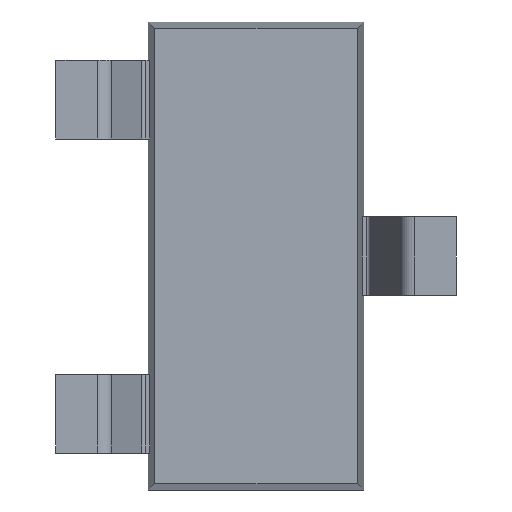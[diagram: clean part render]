
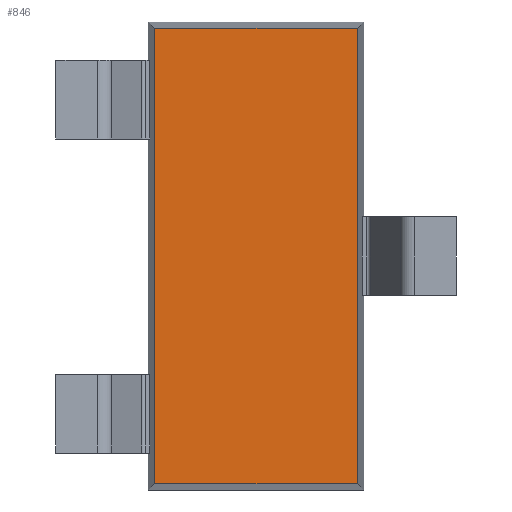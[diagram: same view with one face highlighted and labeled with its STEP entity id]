
A CAD part, front view. The second image highlights one B-rep face of the part: STEP entity #846.
In plain terms, the highlighted face is planar.
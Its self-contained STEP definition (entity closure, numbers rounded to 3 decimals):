
#30 = LINE ( 'NONE', #1322, #1146 ) ;
#53 = VECTOR ( 'NONE', #164, 1000. ) ;
#63 = DIRECTION ( 'NONE',  ( 0., 1., 0. ) ) ;
#99 = ORIENTED_EDGE ( 'NONE', *, *, #571, .T. ) ;
#164 = DIRECTION ( 'NONE',  ( 1., 0., 0. ) ) ;
#201 = AXIS2_PLACEMENT_3D ( 'NONE', #298, #798, #1528 ) ;
#213 = LINE ( 'NONE', #1544, #1305 ) ;
#281 = LINE ( 'NONE', #1058, #828 ) ;
#289 = EDGE_CURVE ( 'NONE', #704, #682, #281, .T. ) ;
#298 = CARTESIAN_POINT ( 'NONE',  ( 1.52, 0.7, 0. ) ) ;
#452 = ORIENTED_EDGE ( 'NONE', *, *, #1134, .T. ) ;
#513 = CARTESIAN_POINT ( 'NONE',  ( 2.998, 0.042, 0. ) ) ;
#522 = DIRECTION ( 'NONE',  ( 0., -1., 0. ) ) ;
#557 = CARTESIAN_POINT ( 'NONE',  ( 0.042, 1.358, 0. ) ) ;
#571 = EDGE_CURVE ( 'NONE', #1217, #704, #631, .T. ) ;
#631 = LINE ( 'NONE', #1524, #53 ) ;
#671 = EDGE_CURVE ( 'NONE', #682, #1170, #30, .T. ) ;
#682 = VERTEX_POINT ( 'NONE', #513 ) ;
#683 = PLANE ( 'NONE',  #201 ) ;
#704 = VERTEX_POINT ( 'NONE', #1080 ) ;
#785 = CARTESIAN_POINT ( 'NONE',  ( 0.042, 0.042, 0. ) ) ;
#798 = DIRECTION ( 'NONE',  ( 0., 0., -1. ) ) ;
#828 = VECTOR ( 'NONE', #522, 1000. ) ;
#846 = ADVANCED_FACE ( 'NONE', ( #1414 ), #683, .T. ) ;
#913 = DIRECTION ( 'NONE',  ( -1., 0., 0. ) ) ;
#1020 = ORIENTED_EDGE ( 'NONE', *, *, #289, .T. ) ;
#1058 = CARTESIAN_POINT ( 'NONE',  ( 2.998, 0.7, 0. ) ) ;
#1080 = CARTESIAN_POINT ( 'NONE',  ( 2.998, 1.358, 0. ) ) ;
#1134 = EDGE_CURVE ( 'NONE', #1170, #1217, #213, .T. ) ;
#1146 = VECTOR ( 'NONE', #913, 1000. ) ;
#1170 = VERTEX_POINT ( 'NONE', #785 ) ;
#1217 = VERTEX_POINT ( 'NONE', #557 ) ;
#1225 = EDGE_LOOP ( 'NONE', ( #99, #1020, #1559, #452 ) ) ;
#1305 = VECTOR ( 'NONE', #63, 1000. ) ;
#1322 = CARTESIAN_POINT ( 'NONE',  ( 1.52, 0.042, 0. ) ) ;
#1414 = FACE_OUTER_BOUND ( 'NONE', #1225, .T. ) ;
#1524 = CARTESIAN_POINT ( 'NONE',  ( 1.52, 1.358, 0. ) ) ;
#1528 = DIRECTION ( 'NONE',  ( 0., -1., 0. ) ) ;
#1544 = CARTESIAN_POINT ( 'NONE',  ( 0.042, 0.7, 0. ) ) ;
#1559 = ORIENTED_EDGE ( 'NONE', *, *, #671, .T. ) ;
